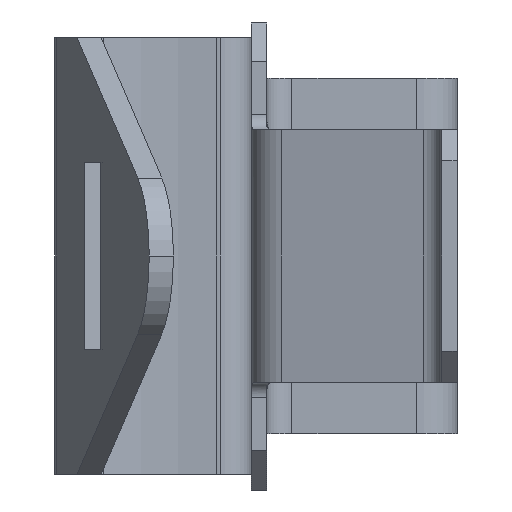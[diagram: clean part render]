
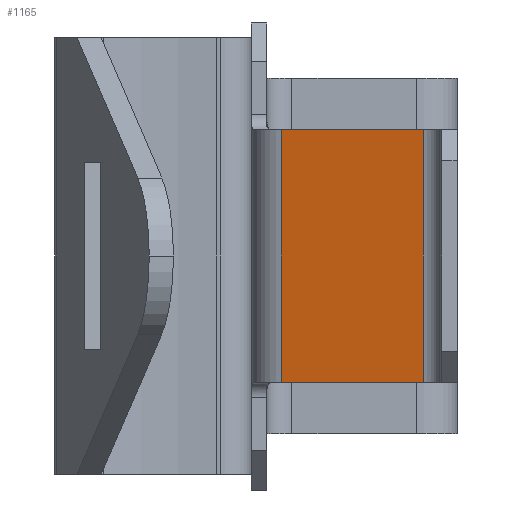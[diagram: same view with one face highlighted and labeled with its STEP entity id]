
A CAD part, left-side view. The second image highlights one B-rep face of the part: STEP entity #1165.
In plain terms, the highlighted planar face has unit normal (-0.966, 0.259, 0).
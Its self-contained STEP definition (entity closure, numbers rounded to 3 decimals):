
#212=PLANE('',#3558);
#649=LINE('',#7480,#944);
#655=LINE('',#7496,#950);
#705=LINE('',#7707,#1000);
#706=LINE('',#7741,#1001);
#944=VECTOR('',#4223,1.);
#950=VECTOR('',#4239,1.);
#1000=VECTOR('',#4375,1.);
#1001=VECTOR('',#4378,1.);
#1165=ADVANCED_FACE('',(#1328),#212,.F.);
#1328=FACE_OUTER_BOUND('',#1521,.T.);
#1521=EDGE_LOOP('',(#2243,#2244,#2245,#2246));
#2243=ORIENTED_EDGE('',*,*,#3227,.F.);
#2244=ORIENTED_EDGE('',*,*,#3134,.T.);
#2245=ORIENTED_EDGE('',*,*,#3224,.T.);
#2246=ORIENTED_EDGE('',*,*,#3142,.T.);
#2755=VERTEX_POINT('',#7479);
#2756=VERTEX_POINT('',#7481);
#2761=VERTEX_POINT('',#7497);
#2762=VERTEX_POINT('',#7498);
#3134=EDGE_CURVE('',#2756,#2755,#649,.T.);
#3142=EDGE_CURVE('',#2761,#2762,#655,.T.);
#3224=EDGE_CURVE('',#2755,#2761,#705,.T.);
#3227=EDGE_CURVE('',#2756,#2762,#706,.T.);
#3558=AXIS2_PLACEMENT_3D('',#7742,#4379,#4380);
#4223=DIRECTION('',(0.259,0.966,0.));
#4239=DIRECTION('',(-0.259,-0.966,0.));
#4375=DIRECTION('',(0.,0.,-1.));
#4378=DIRECTION('',(0.,0.,-1.));
#4379=DIRECTION('',(0.966,-0.259,0.));
#4380=DIRECTION('',(-0.259,-0.966,0.));
#7479=CARTESIAN_POINT('',(-48.985,-12.811,62.732));
#7480=CARTESIAN_POINT('',(-48.727,-11.847,62.732));
#7481=CARTESIAN_POINT('',(-50.202,-17.354,62.732));
#7496=CARTESIAN_POINT('',(-48.727,-11.847,54.632));
#7497=CARTESIAN_POINT('',(-48.985,-12.811,54.632));
#7498=CARTESIAN_POINT('',(-50.202,-17.354,54.632));
#7707=CARTESIAN_POINT('',(-48.985,-12.811,66.182));
#7741=CARTESIAN_POINT('',(-50.202,-17.354,66.182));
#7742=CARTESIAN_POINT('',(-48.727,-11.847,66.182));
